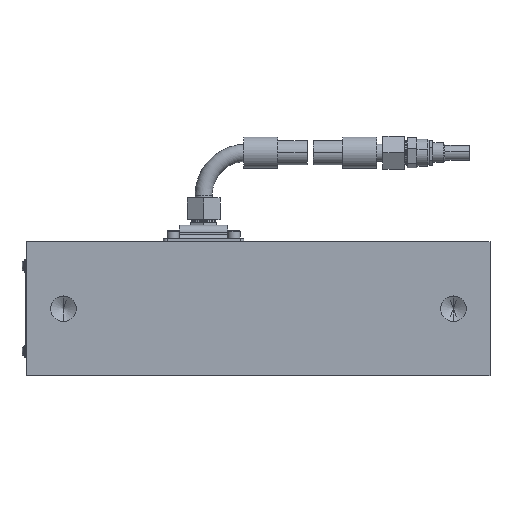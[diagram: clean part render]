
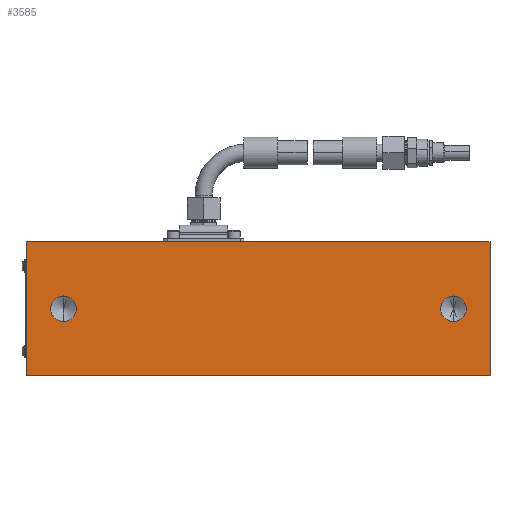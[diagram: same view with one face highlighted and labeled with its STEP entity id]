
A CAD part, front view. The second image highlights one B-rep face of the part: STEP entity #3585.
In plain terms, the highlighted planar face has unit normal (0, -1, 0).
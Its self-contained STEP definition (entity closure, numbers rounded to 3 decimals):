
#217 = FACE_BOUND ( 'NONE', #12983, .T. ) ;
#357 = ORIENTED_EDGE ( 'NONE', *, *, #8083, .F. ) ;
#958 = LINE ( 'NONE', #15176, #2504 ) ;
#1478 = VECTOR ( 'NONE', #21029, 1000. ) ;
#1483 = LINE ( 'NONE', #20640, #10964 ) ;
#1773 = DIRECTION ( 'NONE',  ( 0., -1., 0. ) ) ;
#2332 = EDGE_CURVE ( 'NONE', #13147, #21722, #15207, .T. ) ;
#2504 = VECTOR ( 'NONE', #10404, 1000. ) ;
#2666 = CARTESIAN_POINT ( 'NONE',  ( -160., -62.5, 0. ) ) ;
#2942 = ORIENTED_EDGE ( 'NONE', *, *, #5141, .F. ) ;
#3390 = VERTEX_POINT ( 'NONE', #6133 ) ;
#3585 = ADVANCED_FACE ( 'NONE', ( #217, #17537, #13074 ), #19734, .T. ) ;
#3799 = CARTESIAN_POINT ( 'NONE',  ( -190., -62.5, 55. ) ) ;
#4116 = DIRECTION ( 'NONE',  ( 0., 0., -1. ) ) ;
#4372 = EDGE_LOOP ( 'NONE', ( #16254, #12943, #2942, #357 ) ) ;
#4557 = EDGE_CURVE ( 'NONE', #21689, #20555, #17252, .T. ) ;
#4682 = CARTESIAN_POINT ( 'NONE',  ( -160., -62.5, 0. ) ) ;
#4822 = ORIENTED_EDGE ( 'NONE', *, *, #18595, .F. ) ;
#5056 = CIRCLE ( 'NONE', #10168, 10.5 ) ;
#5141 = EDGE_CURVE ( 'NONE', #17302, #21689, #1483, .T. ) ;
#5322 = CARTESIAN_POINT ( 'NONE',  ( 160., -62.5, 10.5 ) ) ;
#5348 = DIRECTION ( 'NONE',  ( 0., -1., 0. ) ) ;
#5614 = CARTESIAN_POINT ( 'NONE',  ( -160., -62.5, 10.5 ) ) ;
#5699 = EDGE_CURVE ( 'NONE', #20555, #9624, #958, .T. ) ;
#6083 = CIRCLE ( 'NONE', #17710, 10.5 ) ;
#6133 = CARTESIAN_POINT ( 'NONE',  ( -160., -62.5, -10.5 ) ) ;
#6390 = VERTEX_POINT ( 'NONE', #5614 ) ;
#6591 = DIRECTION ( 'NONE',  ( 0., -1., 0. ) ) ;
#6876 = DIRECTION ( 'NONE',  ( -1., 0., 0. ) ) ;
#6881 = DIRECTION ( 'NONE',  ( 0., 0., -1. ) ) ;
#6912 = EDGE_CURVE ( 'NONE', #6390, #3390, #6083, .T. ) ;
#6914 = CARTESIAN_POINT ( 'NONE',  ( 160., -62.5, 0. ) ) ;
#8083 = EDGE_CURVE ( 'NONE', #9624, #17302, #10307, .T. ) ;
#8447 = VECTOR ( 'NONE', #6876, 1000. ) ;
#9597 = DIRECTION ( 'NONE',  ( 0., -1., 0. ) ) ;
#9624 = VERTEX_POINT ( 'NONE', #10330 ) ;
#10168 = AXIS2_PLACEMENT_3D ( 'NONE', #15293, #1773, #6881 ) ;
#10307 = LINE ( 'NONE', #17183, #8447 ) ;
#10330 = CARTESIAN_POINT ( 'NONE',  ( 190., -62.5, -55. ) ) ;
#10404 = DIRECTION ( 'NONE',  ( 0., 0., -1. ) ) ;
#10509 = DIRECTION ( 'NONE',  ( 0., 0., 1. ) ) ;
#10657 = EDGE_LOOP ( 'NONE', ( #20935, #19585 ) ) ;
#10964 = VECTOR ( 'NONE', #10509, 1000. ) ;
#10986 = AXIS2_PLACEMENT_3D ( 'NONE', #6914, #5348, #20316 ) ;
#12772 = CARTESIAN_POINT ( 'NONE',  ( -190., -62.5, -55. ) ) ;
#12943 = ORIENTED_EDGE ( 'NONE', *, *, #4557, .F. ) ;
#12983 = EDGE_LOOP ( 'NONE', ( #4822, #20688 ) ) ;
#13074 = FACE_OUTER_BOUND ( 'NONE', #4372, .T. ) ;
#13147 = VERTEX_POINT ( 'NONE', #16060 ) ;
#14277 = CARTESIAN_POINT ( 'NONE',  ( -190., -62.5, 55. ) ) ;
#14684 = DIRECTION ( 'NONE',  ( 0., 0., -1. ) ) ;
#15176 = CARTESIAN_POINT ( 'NONE',  ( 190., -62.5, 55. ) ) ;
#15207 = CIRCLE ( 'NONE', #10986, 10.5 ) ;
#15293 = CARTESIAN_POINT ( 'NONE',  ( 160., -62.5, 0. ) ) ;
#15504 = CARTESIAN_POINT ( 'NONE',  ( 190., -62.5, 55. ) ) ;
#15809 = AXIS2_PLACEMENT_3D ( 'NONE', #16488, #9597, #14684 ) ;
#16060 = CARTESIAN_POINT ( 'NONE',  ( 160., -62.5, -10.5 ) ) ;
#16254 = ORIENTED_EDGE ( 'NONE', *, *, #5699, .F. ) ;
#16488 = CARTESIAN_POINT ( 'NONE',  ( 0., -62.5, 0. ) ) ;
#16625 = DIRECTION ( 'NONE',  ( 0., 0., -1. ) ) ;
#17183 = CARTESIAN_POINT ( 'NONE',  ( -190., -62.5, -55. ) ) ;
#17252 = LINE ( 'NONE', #14277, #1478 ) ;
#17302 = VERTEX_POINT ( 'NONE', #12772 ) ;
#17529 = DIRECTION ( 'NONE',  ( 0., -1., 0. ) ) ;
#17537 = FACE_BOUND ( 'NONE', #10657, .T. ) ;
#17710 = AXIS2_PLACEMENT_3D ( 'NONE', #2666, #17529, #4116 ) ;
#18236 = EDGE_CURVE ( 'NONE', #21722, #13147, #5056, .T. ) ;
#18595 = EDGE_CURVE ( 'NONE', #3390, #6390, #21141, .T. ) ;
#19182 = AXIS2_PLACEMENT_3D ( 'NONE', #4682, #6591, #16625 ) ;
#19585 = ORIENTED_EDGE ( 'NONE', *, *, #18236, .F. ) ;
#19734 = PLANE ( 'NONE',  #15809 ) ;
#20316 = DIRECTION ( 'NONE',  ( 0., 0., -1. ) ) ;
#20555 = VERTEX_POINT ( 'NONE', #15504 ) ;
#20640 = CARTESIAN_POINT ( 'NONE',  ( -190., -62.5, 55. ) ) ;
#20688 = ORIENTED_EDGE ( 'NONE', *, *, #6912, .F. ) ;
#20935 = ORIENTED_EDGE ( 'NONE', *, *, #2332, .F. ) ;
#21029 = DIRECTION ( 'NONE',  ( 1., 0., 0. ) ) ;
#21141 = CIRCLE ( 'NONE', #19182, 10.5 ) ;
#21689 = VERTEX_POINT ( 'NONE', #3799 ) ;
#21722 = VERTEX_POINT ( 'NONE', #5322 ) ;
